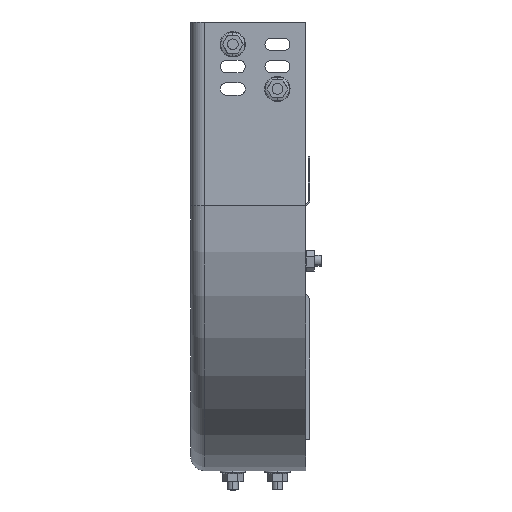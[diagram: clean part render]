
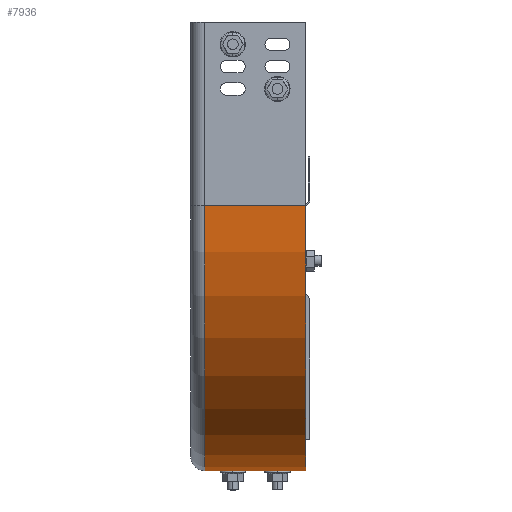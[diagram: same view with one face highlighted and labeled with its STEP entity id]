
A CAD part, left-side view. The second image highlights one B-rep face of the part: STEP entity #7936.
In plain terms, the highlighted cylindrical face has radius 148.5 mm (diameter 297 mm), a partial arc.
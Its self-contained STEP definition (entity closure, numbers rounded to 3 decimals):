
#25 = VERTEX_POINT ( 'NONE', #3175 ) ;
#98 = VERTEX_POINT ( 'NONE', #2473 ) ;
#327 = CARTESIAN_POINT ( 'NONE',  ( 148.5, 0., -103. ) ) ;
#473 = EDGE_CURVE ( 'NONE', #2623, #98, #6171, .T. ) ;
#558 = DIRECTION ( 'NONE',  ( 0., 0., -1. ) ) ;
#1034 = DIRECTION ( 'NONE',  ( 0., 0., -1. ) ) ;
#1078 = EDGE_CURVE ( 'NONE', #25, #8462, #7273, .T. ) ;
#1111 = CARTESIAN_POINT ( 'NONE',  ( 148.5, 56.75, -103. ) ) ;
#1197 = EDGE_CURVE ( 'NONE', #25, #2623, #2678, .T. ) ;
#1325 = EDGE_CURVE ( 'NONE', #98, #8462, #5740, .T. ) ;
#1440 = ORIENTED_EDGE ( 'NONE', *, *, #1325, .T. ) ;
#1794 = DIRECTION ( 'NONE',  ( 0., 0., -1. ) ) ;
#1910 = ORIENTED_EDGE ( 'NONE', *, *, #473, .T. ) ;
#2256 = CYLINDRICAL_SURFACE ( 'NONE', #3612, 148.5 ) ;
#2473 = CARTESIAN_POINT ( 'NONE',  ( 148.5, 0., -251.5 ) ) ;
#2623 = VERTEX_POINT ( 'NONE', #3439 ) ;
#2678 = CIRCLE ( 'NONE', #3331, 148.5 ) ;
#3042 = ORIENTED_EDGE ( 'NONE', *, *, #1197, .T. ) ;
#3175 = CARTESIAN_POINT ( 'NONE',  ( 0., 56.75, -103. ) ) ;
#3331 = AXIS2_PLACEMENT_3D ( 'NONE', #1111, #5967, #1794 ) ;
#3439 = CARTESIAN_POINT ( 'NONE',  ( 148.5, 56.75, -251.5 ) ) ;
#3612 = AXIS2_PLACEMENT_3D ( 'NONE', #327, #5189, #1034 ) ;
#3718 = CARTESIAN_POINT ( 'NONE',  ( 0., 56.75, -103. ) ) ;
#3768 = VECTOR ( 'NONE', #8601, 1000. ) ;
#4419 = CARTESIAN_POINT ( 'NONE',  ( 148.5, 56.75, -251.5 ) ) ;
#4719 = DIRECTION ( 'NONE',  ( 0., 1., 0. ) ) ;
#5189 = DIRECTION ( 'NONE',  ( 0., -1., 0. ) ) ;
#5740 = CIRCLE ( 'NONE', #8952, 148.5 ) ;
#5769 = CARTESIAN_POINT ( 'NONE',  ( 0., 0., -103. ) ) ;
#5955 = FACE_OUTER_BOUND ( 'NONE', #9005, .T. ) ;
#5967 = DIRECTION ( 'NONE',  ( 0., -1., 0. ) ) ;
#6171 = LINE ( 'NONE', #4419, #7818 ) ;
#6976 = ORIENTED_EDGE ( 'NONE', *, *, #1078, .F. ) ;
#7273 = LINE ( 'NONE', #3718, #3768 ) ;
#7818 = VECTOR ( 'NONE', #8615, 1000. ) ;
#7936 = ADVANCED_FACE ( 'NONE', ( #5955 ), #2256, .T. ) ;
#8462 = VERTEX_POINT ( 'NONE', #5769 ) ;
#8601 = DIRECTION ( 'NONE',  ( 0., -1., 0. ) ) ;
#8615 = DIRECTION ( 'NONE',  ( 0., -1., 0. ) ) ;
#8899 = CARTESIAN_POINT ( 'NONE',  ( 148.5, 0., -103. ) ) ;
#8952 = AXIS2_PLACEMENT_3D ( 'NONE', #8899, #4719, #558 ) ;
#9005 = EDGE_LOOP ( 'NONE', ( #6976, #3042, #1910, #1440 ) ) ;
